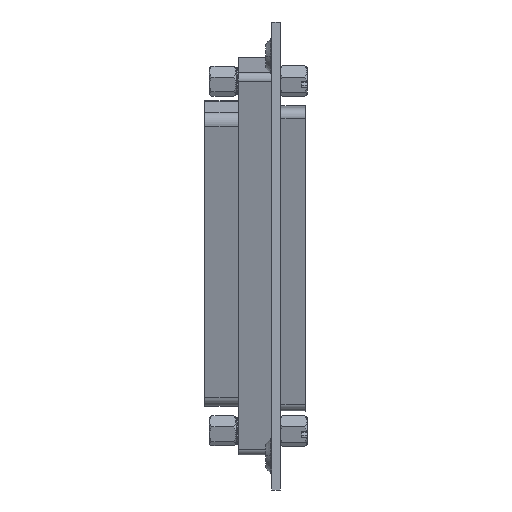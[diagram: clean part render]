
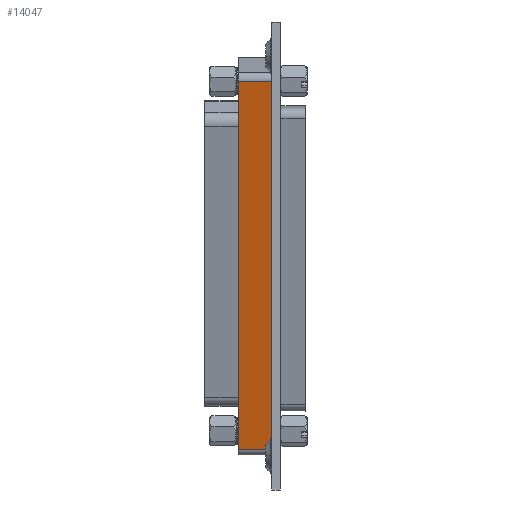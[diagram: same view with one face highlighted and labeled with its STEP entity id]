
A CAD part, left-side view. The second image highlights one B-rep face of the part: STEP entity #14047.
In plain terms, the highlighted face is planar.
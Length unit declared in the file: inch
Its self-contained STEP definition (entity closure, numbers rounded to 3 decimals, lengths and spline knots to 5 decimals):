
#265 = EDGE_LOOP ( 'NONE', ( #14658, #421, #3556, #6862 ) ) ;
#421 = ORIENTED_EDGE ( 'NONE', *, *, #12246, .T. ) ;
#444 = FACE_OUTER_BOUND ( 'NONE', #265, .T. ) ;
#538 = DIRECTION ( 'NONE',  ( 0., -1., 0. ) ) ;
#783 = VECTOR ( 'NONE', #15290, 39.37008 ) ;
#932 = VECTOR ( 'NONE', #7757, 39.37008 ) ;
#996 = CARTESIAN_POINT ( 'NONE',  ( 1.315, 0.115, 0.25 ) ) ;
#1053 = VERTEX_POINT ( 'NONE', #14010 ) ;
#1861 = CARTESIAN_POINT ( 'NONE',  ( -1.365, 0.115, 0.25 ) ) ;
#3556 = ORIENTED_EDGE ( 'NONE', *, *, #14914, .F. ) ;
#4356 = LINE ( 'NONE', #8050, #783 ) ;
#5172 = CARTESIAN_POINT ( 'NONE',  ( 1.315, -0.115, 0.25 ) ) ;
#5433 = AXIS2_PLACEMENT_3D ( 'NONE', #14152, #6951, #15368 ) ;
#6424 = EDGE_CURVE ( 'NONE', #7579, #14777, #4356, .T. ) ;
#6476 = CARTESIAN_POINT ( 'NONE',  ( -1.315, -0.115, 0.25 ) ) ;
#6862 = ORIENTED_EDGE ( 'NONE', *, *, #15374, .T. ) ;
#6951 = DIRECTION ( 'NONE',  ( 0., 0., -1. ) ) ;
#6959 = CARTESIAN_POINT ( 'NONE',  ( -1.315, 0.115, 0.25 ) ) ;
#7579 = VERTEX_POINT ( 'NONE', #6476 ) ;
#7757 = DIRECTION ( 'NONE',  ( 1., 0., 0. ) ) ;
#8050 = CARTESIAN_POINT ( 'NONE',  ( -1.365, -0.115, 0.25 ) ) ;
#8080 = PLANE ( 'NONE',  #5433 ) ;
#8105 = VERTEX_POINT ( 'NONE', #6959 ) ;
#8408 = VECTOR ( 'NONE', #9342, 39.37008 ) ;
#8848 = CARTESIAN_POINT ( 'NONE',  ( -1.315, 0.115, 0.25 ) ) ;
#9342 = DIRECTION ( 'NONE',  ( 0., 1., 0. ) ) ;
#12246 = EDGE_CURVE ( 'NONE', #14777, #1053, #14843, .T. ) ;
#13658 = LINE ( 'NONE', #1861, #932 ) ;
#14010 = CARTESIAN_POINT ( 'NONE',  ( 1.315, 0.115, 0.25 ) ) ;
#14047 = ADVANCED_FACE ( 'NONE', ( #444 ), #8080, .F. ) ;
#14152 = CARTESIAN_POINT ( 'NONE',  ( -1.365, 0.115, 0.25 ) ) ;
#14658 = ORIENTED_EDGE ( 'NONE', *, *, #6424, .T. ) ;
#14777 = VERTEX_POINT ( 'NONE', #5172 ) ;
#14843 = LINE ( 'NONE', #996, #8408 ) ;
#14914 = EDGE_CURVE ( 'NONE', #8105, #1053, #13658, .T. ) ;
#15162 = VECTOR ( 'NONE', #538, 39.37008 ) ;
#15290 = DIRECTION ( 'NONE',  ( 1., 0., 0. ) ) ;
#15368 = DIRECTION ( 'NONE',  ( -1., 0., 0. ) ) ;
#15374 = EDGE_CURVE ( 'NONE', #8105, #7579, #15517, .T. ) ;
#15517 = LINE ( 'NONE', #8848, #15162 ) ;
